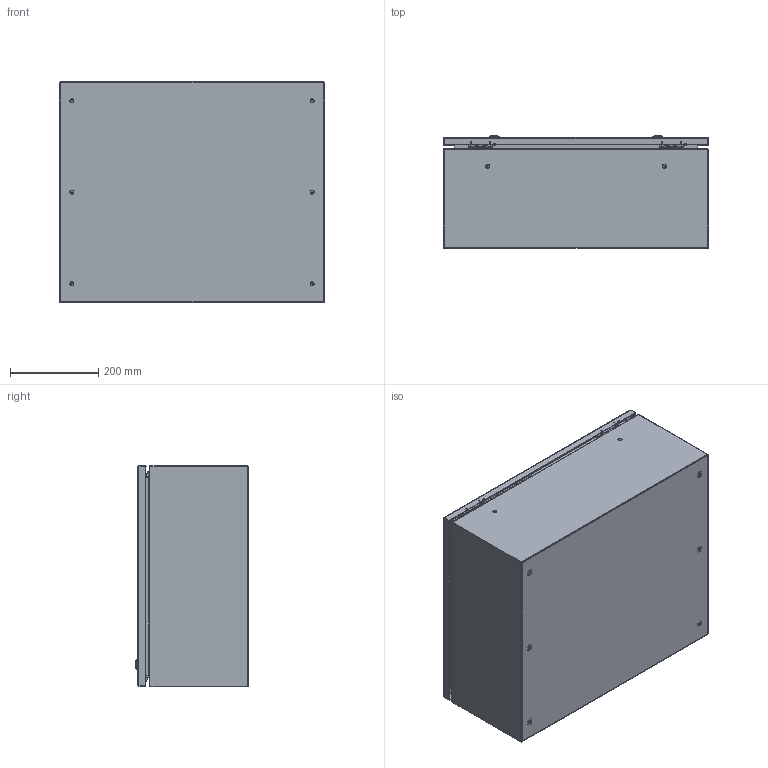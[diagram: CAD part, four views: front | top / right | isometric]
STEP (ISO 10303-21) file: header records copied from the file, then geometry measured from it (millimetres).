
FILE_DESCRIPTION(/* description */ (''),/* implementation_level */ '2;1');
FILE_NAME(/* name */ 'Шкаф SES 50.60.25.000-03.stp',/* time_stamp */ '2021-01-18T20:52:34+03:00',/* author */ ('KB-STEPAN'),/* organization */ (''),/* preprocessor_version */ 'ST-DEVELOPER v16.1',/* originating_system */ 'Autodesk Inventor 2016',/* authorisation */ '');
FILE_SCHEMA (('AUTOMOTIVE_DESIGN { 1 0 10303 214 3 1 1 }'));
Length unit declared in the file: millimetre
Products named in the file (1): Деталь9
Bounding box: 600 x 255.5 x 501.19 mm (x, y, z)
Volume: 1986797.4 mm3; surface area: 3013771.4 mm2
Topology: 2 solids, 18 shells, 1469 faces, 3567 edges, 2231 vertices
Faces by surface type: plane 873, cylinder 382, cone 140, bspline 62, torus 12
Full cylindrical faces by diameter (mm): 1 x13, 3.8 x2, 4.917 x2, 5 x10, 5.2 x4, 5.3 x4, 5.5 x4, 6 x21, 6.4 x6, 7.5 x6, 8 x28, 8.4 x12, 8.7 x2, 9 x6, 12 x10, 16 x12, 27 x2, 33 x2
Entity records: 42832 total; most frequent: CARTESIAN_POINT 9744, DIRECTION 6454, ORIENTED_EDGE 6314, EDGE_CURVE 3155, AXIS2_PLACEMENT_3D 2455, VERTEX_POINT 2097, EDGE_LOOP 1924, LINE 1544
